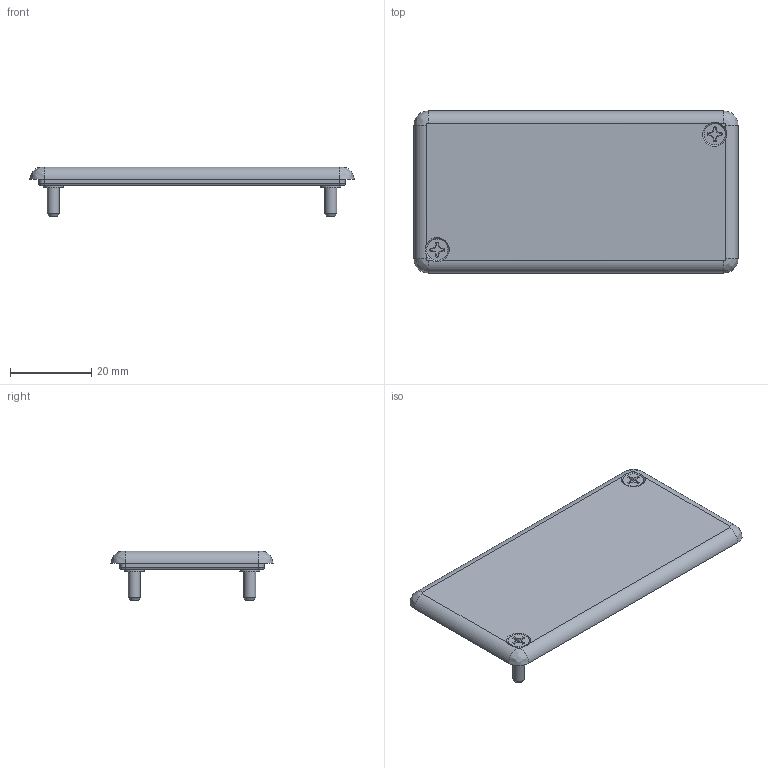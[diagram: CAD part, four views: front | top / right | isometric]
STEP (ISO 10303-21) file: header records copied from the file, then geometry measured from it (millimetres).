
FILE_DESCRIPTION(('FreeCAD Model'),'2;1');
FILE_NAME('Open CASCADE Shape Model','2024-04-11T07:22:43',('Author'),( ''),'Open CASCADE STEP processor 7.6','FreeCAD','Unknown');
FILE_SCHEMA(('AUTOMOTIVE_DESIGN { 1 0 10303 214 1 1 1 1 }'));
Length unit declared in the file: millimetre
Products named in the file (3): Unnamed; 1551K-L Lid; SC510 (screw #4X 1_2'' FH)
Assembly tree (1 placements, depth 2):
  Unnamed
    1551K-L Lid
  SC510 (screw #4X 1_2'' FH)
Bounding box: 80 x 40 x 12.22 mm (x, y, z)
Volume: 7105.1 mm3; surface area: 8008.8 mm2
Topology: 3 solids, 3 shells, 108 faces, 272 edges, 174 vertices
Faces by surface type: plane 54, cone 24, cylinder 18, torus 8, bspline 4
Full cylindrical faces by diameter (mm): 2.946 x2, 3.5 x2, 5.232 x2
Entity records: 2555 total; most frequent: CARTESIAN_POINT 510, DIRECTION 426, ORIENTED_EDGE 406, EDGE_CURVE 203, AXIS2_PLACEMENT_3D 165, VERTEX_POINT 129, LINE 96, VECTOR 96
